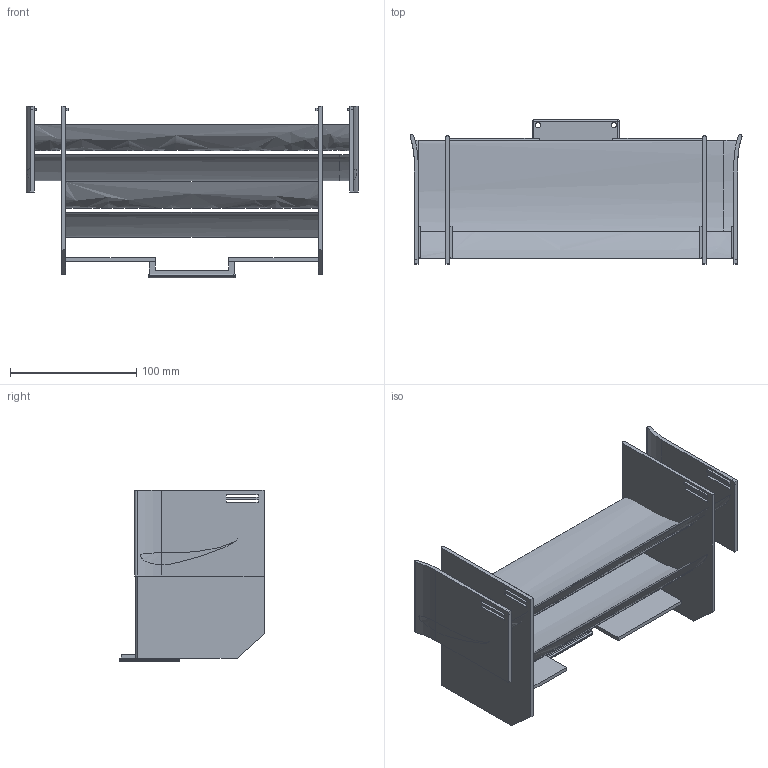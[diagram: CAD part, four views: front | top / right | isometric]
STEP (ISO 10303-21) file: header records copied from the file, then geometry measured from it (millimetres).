
FILE_DESCRIPTION(/* description */ (''),/* implementation_level */ '2;1');
FILE_NAME(/* name */ '',/* time_stamp */ '2024-11-10T19:55:52+08:00',/* author */ (''),/* organization */ (''),/* preprocessor_version */ 'ST-DEVELOPER v20',/* originating_system */ 'Autodesk Translation Framework v13.20.0.188',/* authorisation */ '');
FILE_SCHEMA (('AUTOMOTIVE_DESIGN { 1 0 10303 214 3 1 1 }'));
Length unit declared in the file: millimetre
Products named in the file (1): 尾翼
Bounding box: 262.76 x 114.28 x 136 mm (x, y, z)
Volume: 379513.3 mm3; surface area: 218435.1 mm2
Topology: 9 solids, 9 shells, 183 faces, 469 edges, 294 vertices
Faces by surface type: plane 125, cylinder 38, bspline 12, sphere 8
Full cylindrical faces by diameter (mm): 4 x8, 4.2 x4
Entity records: 13211 total; most frequent: CARTESIAN_POINT 8760, ORIENTED_EDGE 922, DIRECTION 871, EDGE_CURVE 461, LINE 335, VECTOR 335, VERTEX_POINT 294, AXIS2_PLACEMENT_3D 268
